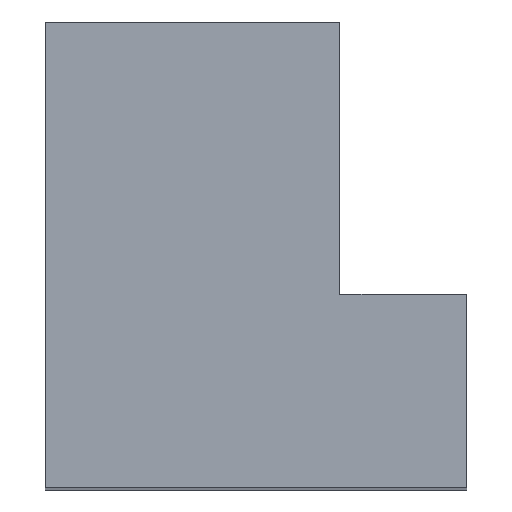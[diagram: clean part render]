
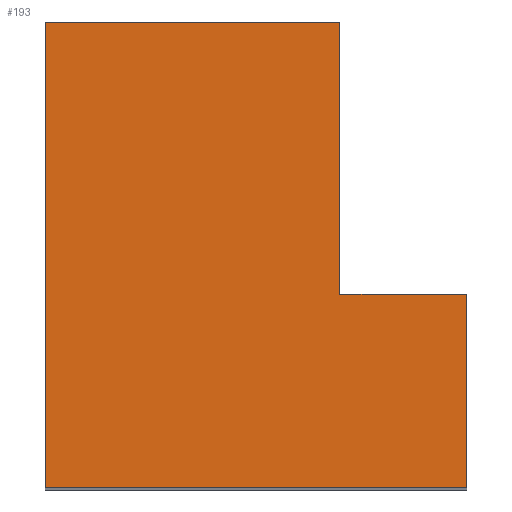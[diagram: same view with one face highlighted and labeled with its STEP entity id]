
A CAD part, top view. The second image highlights one B-rep face of the part: STEP entity #193.
In plain terms, the highlighted planar face has unit normal (0, 0, 1).
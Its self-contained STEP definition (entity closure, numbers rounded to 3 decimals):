
#58=ORIENTED_EDGE('',*,*,#70,.T.);
#59=ORIENTED_EDGE('',*,*,#74,.T.);
#60=ORIENTED_EDGE('',*,*,#79,.T.);
#61=ORIENTED_EDGE('',*,*,#82,.T.);
#62=ORIENTED_EDGE('',*,*,#85,.T.);
#63=ORIENTED_EDGE('',*,*,#88,.T.);
#70=EDGE_CURVE('',#92,#93,#108,.T.);
#74=EDGE_CURVE('',#93,#96,#112,.T.);
#79=EDGE_CURVE('',#96,#100,#115,.T.);
#82=EDGE_CURVE('',#100,#102,#118,.T.);
#85=EDGE_CURVE('',#102,#104,#121,.T.);
#88=EDGE_CURVE('',#104,#92,#124,.T.);
#92=VERTEX_POINT('',#282);
#93=VERTEX_POINT('',#283);
#96=VERTEX_POINT('',#291);
#100=VERTEX_POINT('',#301);
#102=VERTEX_POINT('',#307);
#104=VERTEX_POINT('',#313);
#108=LINE('',#281,#126);
#112=LINE('',#290,#130);
#115=LINE('',#300,#133);
#118=LINE('',#306,#136);
#121=LINE('',#312,#139);
#124=LINE('',#318,#142);
#126=VECTOR('',#231,1000.);
#130=VECTOR('',#237,1000.);
#133=VECTOR('',#246,1000.);
#136=VECTOR('',#251,1000.);
#139=VECTOR('',#256,1000.);
#142=VECTOR('',#261,1000.);
#153=EDGE_LOOP('',(#58,#59,#60,#61,#62,#63));
#169=FACE_BOUND('',#153,.T.);
#183=PLANE('',#220);
#193=ADVANCED_FACE('',(#169),#183,.F.);
#220=AXIS2_PLACEMENT_3D('',#321,#265,#266);
#231=DIRECTION('',(-1.,0.,0.));
#237=DIRECTION('',(0.,1.,0.));
#246=DIRECTION('',(-1.,0.,0.));
#251=DIRECTION('',(0.,-1.,0.));
#256=DIRECTION('',(1.,0.,0.));
#261=DIRECTION('',(0.,1.,0.));
#265=DIRECTION('',(0.,0.,-1.));
#266=DIRECTION('',(-1.,0.,0.));
#281=CARTESIAN_POINT('',(11.3,5.2,0.));
#282=CARTESIAN_POINT('',(11.3,5.2,0.));
#283=CARTESIAN_POINT('',(7.9,5.2,0.));
#290=CARTESIAN_POINT('',(7.9,5.2,0.));
#291=CARTESIAN_POINT('',(7.9,12.5,0.));
#300=CARTESIAN_POINT('',(0.,12.5,0.));
#301=CARTESIAN_POINT('',(0.,12.5,0.));
#306=CARTESIAN_POINT('',(0.,0.,0.));
#307=CARTESIAN_POINT('',(0.,0.,0.));
#312=CARTESIAN_POINT('',(0.,0.,0.));
#313=CARTESIAN_POINT('',(11.3,0.,0.));
#318=CARTESIAN_POINT('',(11.3,0.,0.));
#321=CARTESIAN_POINT('',(0.,0.,0.));
